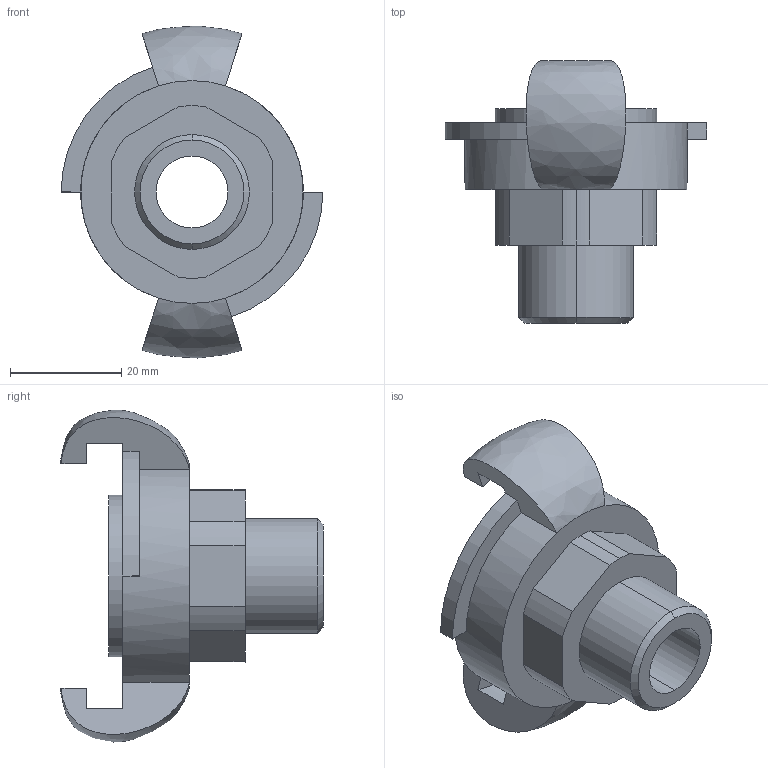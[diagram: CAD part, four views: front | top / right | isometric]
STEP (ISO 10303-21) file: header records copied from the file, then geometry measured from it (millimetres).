
FILE_DESCRIPTION (( 'STEP AP214' ), '1' );
FILE_NAME ('KAG12.STEP', '2021-08-05T12:08:33', ( '' ), ( '' ), 'SwSTEP 2.0', 'SolidWorks 2021', '' );
FILE_SCHEMA (( 'AUTOMOTIVE_DESIGN' ));
Length unit declared in the file: millimetre
Products named in the file (1): KAG12
Bounding box: 47 x 47.09 x 59.64 mm (x, y, z)
Volume: 25802 mm3; surface area: 9807.8 mm2
Topology: 1 solids, 1 shells, 54 faces, 137 edges, 88 vertices
Faces by surface type: cylinder 27, plane 21, cone 4, bspline 2
Entity records: 1782 total; most frequent: CARTESIAN_POINT 322, DIRECTION 299, ORIENTED_EDGE 274, EDGE_CURVE 137, AXIS2_PLACEMENT_3D 113, VERTEX_POINT 88, VECTOR 73, LINE 73
